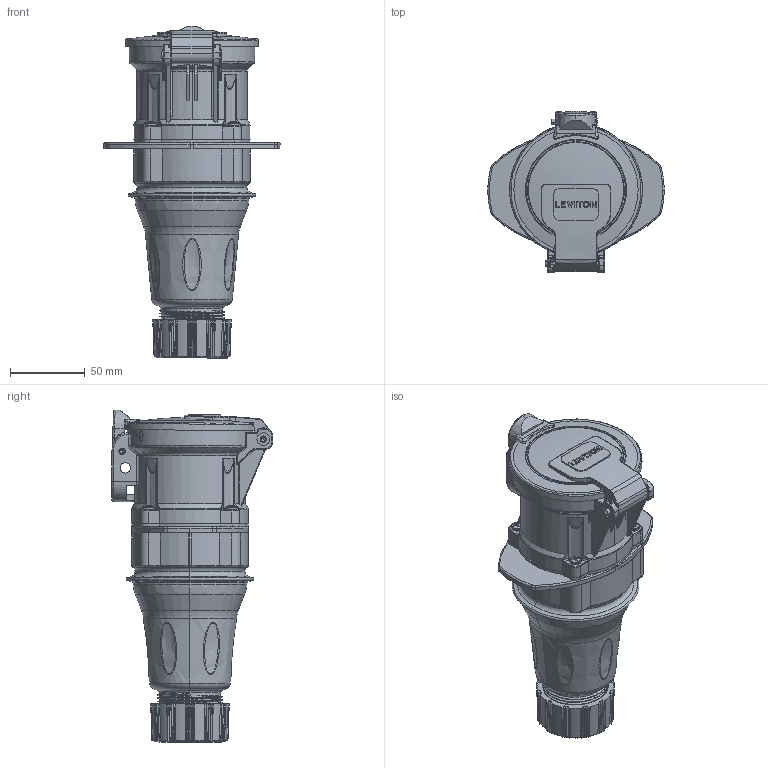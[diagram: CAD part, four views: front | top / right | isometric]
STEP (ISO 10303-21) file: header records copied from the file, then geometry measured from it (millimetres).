
FILE_DESCRIPTION (( 'STEP AP214' ), '1' );
FILE_NAME ('ORC6808-60CD075.STEP', '2025-09-29T18:00:59', ( '' ), ( '' ), 'SwSTEP 2.0', 'SolidWorks 2024', '' );
FILE_SCHEMA (( 'AUTOMOTIVE_DESIGN' ));
Products named in the file (1): ORC6808-60CD075
Bounding box: 117.7 x 107.65 x 221.52 mm (x, y, z)
Volume: 840397.1 mm3; surface area: 130643.8 mm2
Topology: 4 solids, 5 shells, 2266 faces, 5901 edges, 3614 vertices
Faces by surface type: cylinder 759, plane 562, bspline 463, torus 249, cone 150, sphere 83
Entity records: 202818 total; most frequent: CARTESIAN_POINT 152346, ORIENTED_EDGE 11602, DIRECTION 9386, EDGE_CURVE 5801, AXIS2_PLACEMENT_3D 3673, VERTEX_POINT 3602, EDGE_LOOP 2367, ADVANCED_FACE 2266
